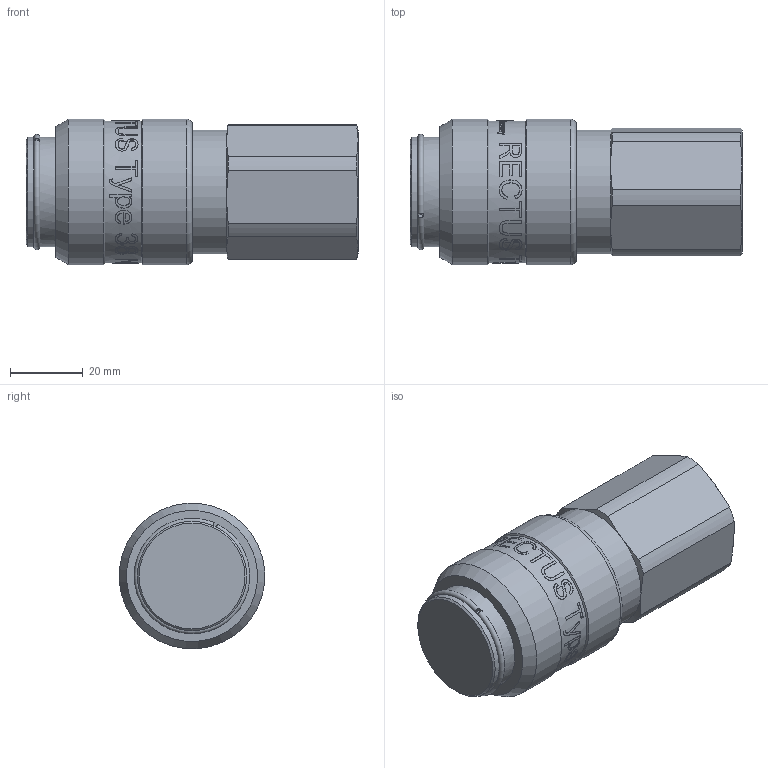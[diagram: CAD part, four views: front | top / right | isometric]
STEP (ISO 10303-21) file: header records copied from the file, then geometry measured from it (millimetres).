
FILE_DESCRIPTION((''),'2;1');
FILE_NAME('38kbiw26mpn.stp','2013-07-23T16:44:21',('AS035480'),(''),'Autodesk Inventor 2013','Autodesk Inventor 2013','');
FILE_SCHEMA(('AUTOMOTIVE_DESIGN { 1 0 10303 214 1 1 1 1 }'));
Length unit declared in the file: millimetre
Products named in the file (1): D107396
Bounding box: 91.05 x 39.86 x 39.86 mm (x, y, z)
Volume: 80977.2 mm3; surface area: 23205.7 mm2
Topology: 2 solids, 3 shells, 517 faces, 1379 edges, 912 vertices
Faces by surface type: bspline 230, plane 184, cylinder 68, cone 33, torus 2
Full cylindrical faces by diameter (mm): 24.117 x1, 28.5 x2, 29 x1, 30 x3, 30.75 x1, 34 x1, 34.45 x1, 34.6 x1, 39 x1, 40 x2
Entity records: 72089 total; most frequent: CARTESIAN_POINT 60839, ORIENTED_EDGE 2654, DIRECTION 1389, EDGE_CURVE 1327, VERTEX_POINT 893, B_SPLINE_CURVE_WITH_KNOTS 652, EDGE_LOOP 594, FACE_OUTER_BOUND 515
